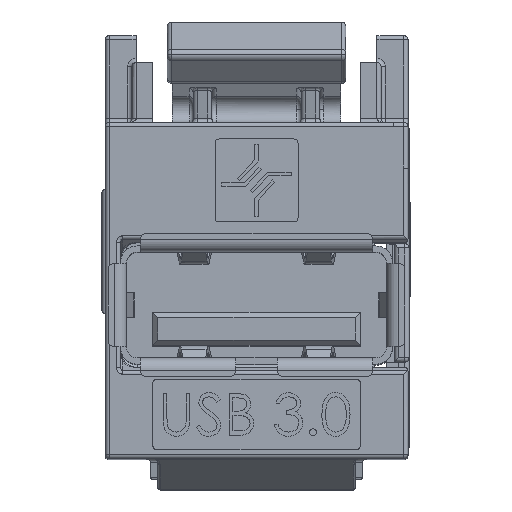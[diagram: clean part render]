
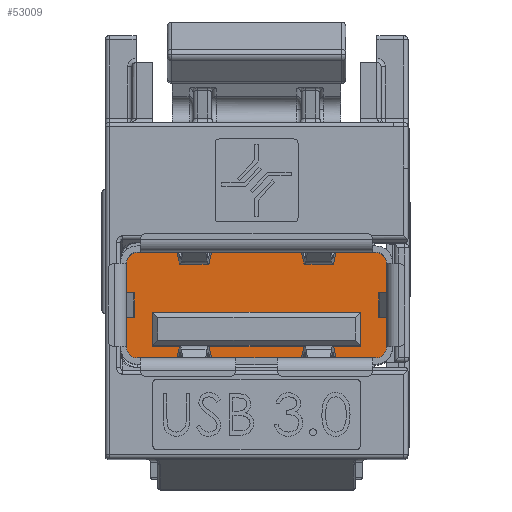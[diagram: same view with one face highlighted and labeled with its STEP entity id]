
A CAD part, top view. The second image highlights one B-rep face of the part: STEP entity #53009.
In plain terms, the highlighted planar face has unit normal (0, 0, 1).
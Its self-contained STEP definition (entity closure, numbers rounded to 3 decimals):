
#75 = CARTESIAN_POINT ( 'NONE',  ( -5.75, 2.05, -15. ) ) ;
#477 = CIRCLE ( 'NONE', #33092, 0.5 ) ;
#1419 = DIRECTION ( 'NONE',  ( 0., 0., 1. ) ) ;
#1697 = DIRECTION ( 'NONE',  ( 1., 0., 0. ) ) ;
#3460 = LINE ( 'NONE', #53233, #13216 ) ;
#3470 = EDGE_CURVE ( 'NONE', #27071, #7304, #9069, .T. ) ;
#4059 = VECTOR ( 'NONE', #36365, 1000. ) ;
#4275 = DIRECTION ( 'NONE',  ( 1., 0., 0. ) ) ;
#4490 = FACE_BOUND ( 'NONE', #19941, .T. ) ;
#5001 = EDGE_CURVE ( 'NONE', #36457, #7793, #13558, .T. ) ;
#5412 = DIRECTION ( 'NONE',  ( 0., 0., 1. ) ) ;
#5419 = DIRECTION ( 'NONE',  ( 1., 0., 0. ) ) ;
#5828 = ORIENTED_EDGE ( 'NONE', *, *, #18040, .T. ) ;
#6072 = DIRECTION ( 'NONE',  ( -1., 0., 0. ) ) ;
#6500 = ORIENTED_EDGE ( 'NONE', *, *, #5001, .F. ) ;
#6543 = ORIENTED_EDGE ( 'NONE', *, *, #39732, .T. ) ;
#6619 = VERTEX_POINT ( 'NONE', #40529 ) ;
#7304 = VERTEX_POINT ( 'NONE', #45924 ) ;
#7793 = VERTEX_POINT ( 'NONE', #40690 ) ;
#8516 = CARTESIAN_POINT ( 'NONE',  ( -5., 1.95, -15. ) ) ;
#8944 = VERTEX_POINT ( 'NONE', #30863 ) ;
#9069 = CIRCLE ( 'NONE', #26676, 0.5 ) ;
#9105 = VECTOR ( 'NONE', #6072, 1000. ) ;
#9983 = EDGE_CURVE ( 'NONE', #14357, #14572, #477, .T. ) ;
#10081 = CARTESIAN_POINT ( 'NONE',  ( -6.25, -2.05, -15. ) ) ;
#10827 = VERTEX_POINT ( 'NONE', #20046 ) ;
#11132 = VECTOR ( 'NONE', #18173, 1000. ) ;
#11993 = CIRCLE ( 'NONE', #17461, 0.5 ) ;
#12662 = ORIENTED_EDGE ( 'NONE', *, *, #14116, .T. ) ;
#13216 = VECTOR ( 'NONE', #28218, 1000. ) ;
#13494 = EDGE_CURVE ( 'NONE', #7304, #14357, #3460, .T. ) ;
#13558 = LINE ( 'NONE', #8516, #44269 ) ;
#13788 = PLANE ( 'NONE',  #43513 ) ;
#14116 = EDGE_CURVE ( 'NONE', #10827, #20572, #37293, .T. ) ;
#14357 = VERTEX_POINT ( 'NONE', #10081 ) ;
#14572 = VERTEX_POINT ( 'NONE', #23913 ) ;
#15650 = DIRECTION ( 'NONE',  ( 0., 0., 1. ) ) ;
#15899 = DIRECTION ( 'NONE',  ( 0., 0., 1. ) ) ;
#17461 = AXIS2_PLACEMENT_3D ( 'NONE', #40675, #15650, #44877 ) ;
#18040 = EDGE_CURVE ( 'NONE', #20572, #8944, #36604, .T. ) ;
#18173 = DIRECTION ( 'NONE',  ( 0., 1., 0. ) ) ;
#19045 = ORIENTED_EDGE ( 'NONE', *, *, #13494, .T. ) ;
#19941 = EDGE_LOOP ( 'NONE', ( #23419, #6500, #26767, #39552 ) ) ;
#20046 = CARTESIAN_POINT ( 'NONE',  ( 6.25, -2.05, -15. ) ) ;
#20174 = LINE ( 'NONE', #22619, #9105 ) ;
#20528 = ORIENTED_EDGE ( 'NONE', *, *, #50362, .T. ) ;
#20572 = VERTEX_POINT ( 'NONE', #43340 ) ;
#21499 = AXIS2_PLACEMENT_3D ( 'NONE', #40926, #15899, #45122 ) ;
#21929 = VECTOR ( 'NONE', #1697, 1000. ) ;
#22348 = CARTESIAN_POINT ( 'NONE',  ( 5., 1.95, -15. ) ) ;
#22619 = CARTESIAN_POINT ( 'NONE',  ( 5.75, 2.55, -15. ) ) ;
#22646 = EDGE_CURVE ( 'NONE', #7793, #6619, #25777, .T. ) ;
#23419 = ORIENTED_EDGE ( 'NONE', *, *, #22646, .F. ) ;
#23913 = CARTESIAN_POINT ( 'NONE',  ( -5.75, -2.55, -15. ) ) ;
#25328 = EDGE_CURVE ( 'NONE', #37814, #36457, #44444, .T. ) ;
#25777 = LINE ( 'NONE', #33324, #46702 ) ;
#26305 = ORIENTED_EDGE ( 'NONE', *, *, #35906, .T. ) ;
#26365 = CARTESIAN_POINT ( 'NONE',  ( -5.75, -2.05, -15. ) ) ;
#26588 = CARTESIAN_POINT ( 'NONE',  ( 5.75, -2.55, -15. ) ) ;
#26676 = AXIS2_PLACEMENT_3D ( 'NONE', #75, #29217, #4275 ) ;
#26767 = ORIENTED_EDGE ( 'NONE', *, *, #25328, .F. ) ;
#27071 = VERTEX_POINT ( 'NONE', #50896 ) ;
#28218 = DIRECTION ( 'NONE',  ( 0., -1., 0. ) ) ;
#29087 = CARTESIAN_POINT ( 'NONE',  ( 6.25, -2.05, -15. ) ) ;
#29217 = DIRECTION ( 'NONE',  ( 0., 0., 1. ) ) ;
#30352 = CARTESIAN_POINT ( 'NONE',  ( -5.75, -2.05, -15. ) ) ;
#30360 = CARTESIAN_POINT ( 'NONE',  ( -5., 0.35, -15. ) ) ;
#30572 = DIRECTION ( 'NONE',  ( 1., 0., 0. ) ) ;
#30863 = CARTESIAN_POINT ( 'NONE',  ( 5.75, 2.55, -15. ) ) ;
#30974 = EDGE_LOOP ( 'NONE', ( #34586, #26305, #6543, #12662, #5828, #20528, #50377, #19045 ) ) ;
#31071 = VERTEX_POINT ( 'NONE', #26588 ) ;
#33022 = LINE ( 'NONE', #43131, #21929 ) ;
#33092 = AXIS2_PLACEMENT_3D ( 'NONE', #30352, #5412, #34546 ) ;
#33324 = CARTESIAN_POINT ( 'NONE',  ( -5., 1.95, -15. ) ) ;
#33380 = CARTESIAN_POINT ( 'NONE',  ( 5., 0.35, -15. ) ) ;
#34447 = CARTESIAN_POINT ( 'NONE',  ( 5., 1.95, -15. ) ) ;
#34546 = DIRECTION ( 'NONE',  ( 1., 0., 0. ) ) ;
#34586 = ORIENTED_EDGE ( 'NONE', *, *, #9983, .T. ) ;
#35906 = EDGE_CURVE ( 'NONE', #14572, #31071, #33022, .T. ) ;
#36365 = DIRECTION ( 'NONE',  ( 0., 1., 0. ) ) ;
#36376 = FACE_OUTER_BOUND ( 'NONE', #30974, .T. ) ;
#36457 = VERTEX_POINT ( 'NONE', #34447 ) ;
#36604 = CIRCLE ( 'NONE', #21499, 0.5 ) ;
#37293 = LINE ( 'NONE', #29087, #4059 ) ;
#37521 = DIRECTION ( 'NONE',  ( 0., -1., 0. ) ) ;
#37814 = VERTEX_POINT ( 'NONE', #33380 ) ;
#39552 = ORIENTED_EDGE ( 'NONE', *, *, #48486, .F. ) ;
#39732 = EDGE_CURVE ( 'NONE', #31071, #10827, #11993, .T. ) ;
#40529 = CARTESIAN_POINT ( 'NONE',  ( -5., 0.35, -15. ) ) ;
#40675 = CARTESIAN_POINT ( 'NONE',  ( 5.75, -2.05, -15. ) ) ;
#40690 = CARTESIAN_POINT ( 'NONE',  ( -5., 1.95, -15. ) ) ;
#40926 = CARTESIAN_POINT ( 'NONE',  ( 5.75, 2.05, -15. ) ) ;
#41952 = VECTOR ( 'NONE', #5419, 1000. ) ;
#43131 = CARTESIAN_POINT ( 'NONE',  ( -5.75, -2.55, -15. ) ) ;
#43340 = CARTESIAN_POINT ( 'NONE',  ( 6.25, 2.05, -15. ) ) ;
#43513 = AXIS2_PLACEMENT_3D ( 'NONE', #26365, #1419, #30572 ) ;
#44269 = VECTOR ( 'NONE', #50108, 1000. ) ;
#44444 = LINE ( 'NONE', #22348, #11132 ) ;
#44877 = DIRECTION ( 'NONE',  ( 1., 0., 0. ) ) ;
#45122 = DIRECTION ( 'NONE',  ( 1., 0., 0. ) ) ;
#45924 = CARTESIAN_POINT ( 'NONE',  ( -6.25, 2.05, -15. ) ) ;
#46702 = VECTOR ( 'NONE', #37521, 1000. ) ;
#48486 = EDGE_CURVE ( 'NONE', #6619, #37814, #51700, .T. ) ;
#50108 = DIRECTION ( 'NONE',  ( -1., 0., 0. ) ) ;
#50362 = EDGE_CURVE ( 'NONE', #8944, #27071, #20174, .T. ) ;
#50377 = ORIENTED_EDGE ( 'NONE', *, *, #3470, .T. ) ;
#50896 = CARTESIAN_POINT ( 'NONE',  ( -5.75, 2.55, -15. ) ) ;
#51700 = LINE ( 'NONE', #30360, #41952 ) ;
#53009 = ADVANCED_FACE ( 'NONE', ( #36376, #4490 ), #13788, .T. ) ;
#53233 = CARTESIAN_POINT ( 'NONE',  ( -6.25, 2.05, -15. ) ) ;
